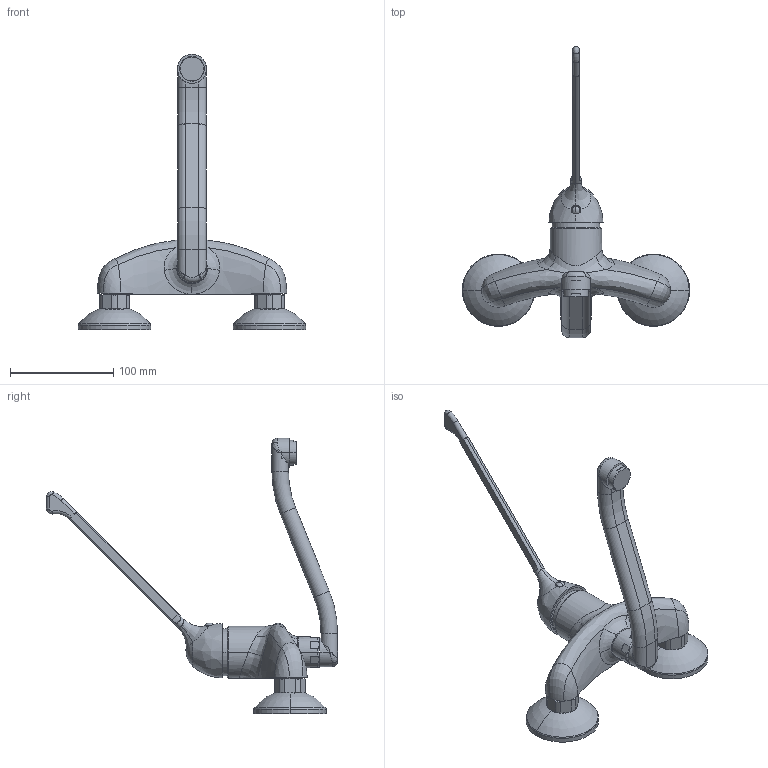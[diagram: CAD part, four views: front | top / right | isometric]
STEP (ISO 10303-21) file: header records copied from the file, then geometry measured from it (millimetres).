
FILE_DESCRIPTION((''),'2;1');
FILE_NAME('DU302CR','2021-11-09T13:48:54',('ut3'),('PAFFONI SpA'),'CREO PARAMETRIC BY PTC INC, 2020044','CREO PARAMETRIC BY PTC INC, 2020044','');
FILE_SCHEMA(('CONFIG_CONTROL_DESIGN','SHAPE_APPEARANCE_LAYERS_GROUPS'));
Length unit declared in the file: millimetre
Products named in the file (1): DU302CR
Bounding box: 220 x 281.7 x 266.5 mm (x, y, z)
Volume: 484088.2 mm3; surface area: 113179.6 mm2
Topology: 2 solids, 2 shells, 346 faces, 848 edges, 522 vertices
Faces by surface type: plane 106, cylinder 101, cone 48, bspline 45, torus 34, sphere 12
Entity records: 19340 total; most frequent: CARTESIAN_POINT 9023, ORIENTED_EDGE 1680, DIRECTION 1618, EDGE_CURVE 840, AXIS2_PLACEMENT_3D 691, VERTEX_POINT 522, CIRCLE 390, EDGE_LOOP 376
